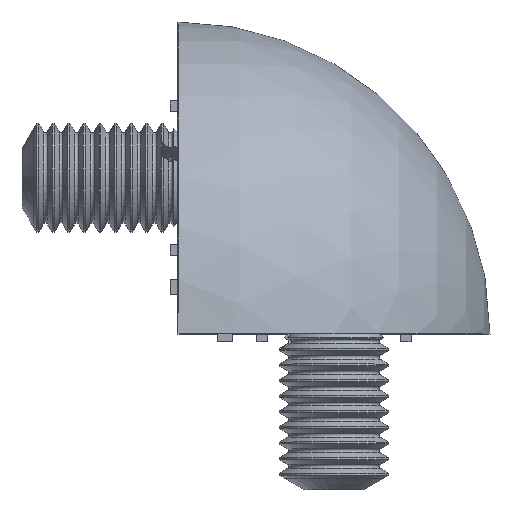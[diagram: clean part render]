
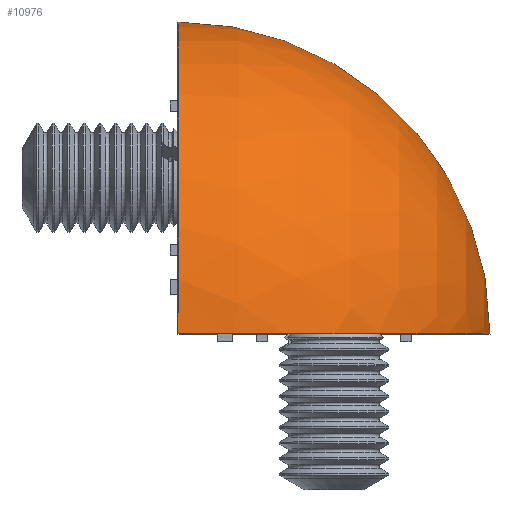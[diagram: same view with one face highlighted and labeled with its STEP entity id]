
A CAD part, top view. The second image highlights one B-rep face of the part: STEP entity #10976.
In plain terms, the highlighted spherical face has radius 40 mm.
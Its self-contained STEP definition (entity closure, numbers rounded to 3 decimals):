
#62=SPHERICAL_SURFACE('',#11757,40.);
#1010=FACE_OUTER_BOUND('',#1708,.T.);
#1708=EDGE_LOOP('',(#8641,#8642,#8643));
#2172=CIRCLE('',#11727,40.);
#2174=CIRCLE('',#11730,40.);
#2176=CIRCLE('',#11733,40.);
#4955=VERTEX_POINT('',#18004);
#4957=VERTEX_POINT('',#18007);
#4959=VERTEX_POINT('',#18013);
#6245=EDGE_CURVE('',#4955,#4957,#2172,.T.);
#6248=EDGE_CURVE('',#4957,#4959,#2174,.T.);
#6251=EDGE_CURVE('',#4959,#4955,#2176,.T.);
#8641=ORIENTED_EDGE('',*,*,#6251,.F.);
#8642=ORIENTED_EDGE('',*,*,#6248,.F.);
#8643=ORIENTED_EDGE('',*,*,#6245,.F.);
#10976=ADVANCED_FACE('',(#1010),#62,.T.);
#11727=AXIS2_PLACEMENT_3D('',#18008,#13984,#13985);
#11730=AXIS2_PLACEMENT_3D('',#18014,#13991,#13992);
#11733=AXIS2_PLACEMENT_3D('',#18019,#13998,#13999);
#11757=AXIS2_PLACEMENT_3D('',#18059,#14054,#14055);
#13984=DIRECTION('center_axis',(0.,0.,
-1.));
#13985=DIRECTION('ref_axis',(0.,1.,0.));
#13991=DIRECTION('center_axis',(0.,-1.,0.));
#13992=DIRECTION('ref_axis',(0.,0.,
-1.));
#13998=DIRECTION('center_axis',(-1.,0.,0.));
#13999=DIRECTION('ref_axis',(0.,0.,
-1.));
#14054=DIRECTION('center_axis',(-1.,0.,0.));
#14055=DIRECTION('ref_axis',(0.,1.,0.));
#18004=CARTESIAN_POINT('',(-25.319,22.94,-18.5));
#18007=CARTESIAN_POINT('',(14.681,-17.06,-18.5));
#18008=CARTESIAN_POINT('Origin',(-25.319,-17.06,-18.5));
#18013=CARTESIAN_POINT('',(-25.319,-17.06,21.5));
#18014=CARTESIAN_POINT('Origin',(-25.319,-17.06,-18.5));
#18019=CARTESIAN_POINT('Origin',(-25.319,-17.06,-18.5));
#18059=CARTESIAN_POINT('Origin',(-25.319,-17.06,-18.5));
